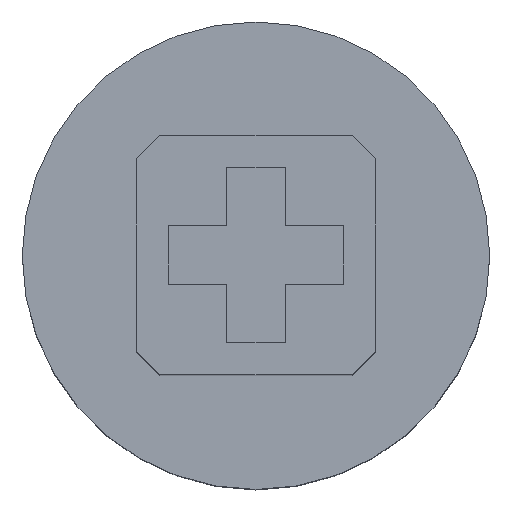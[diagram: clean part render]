
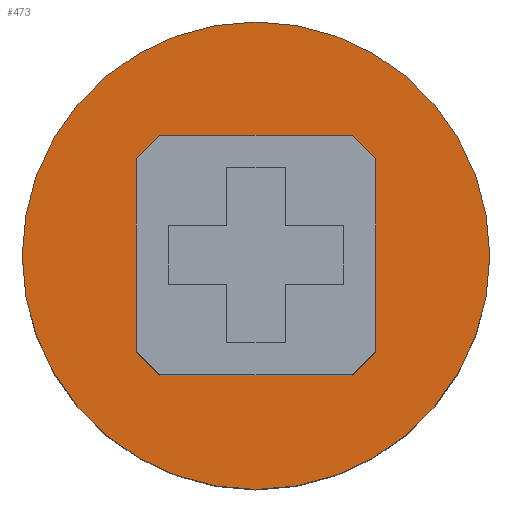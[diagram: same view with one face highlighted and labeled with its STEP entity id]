
A CAD part, top view. The second image highlights one B-rep face of the part: STEP entity #473.
In plain terms, the highlighted planar face has unit normal (0, 0, 1).
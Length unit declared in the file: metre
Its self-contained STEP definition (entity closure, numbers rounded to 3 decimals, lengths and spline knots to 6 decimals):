
#12=CIRCLE('',#513,0.004);
#72=ORIENTED_EDGE('',*,*,#181,.F.);
#73=ORIENTED_EDGE('',*,*,#179,.F.);
#74=ORIENTED_EDGE('',*,*,#177,.F.);
#75=ORIENTED_EDGE('',*,*,#175,.T.);
#76=ORIENTED_EDGE('',*,*,#173,.F.);
#77=ORIENTED_EDGE('',*,*,#153,.T.);
#78=ORIENTED_EDGE('',*,*,#147,.F.);
#79=ORIENTED_EDGE('',*,*,#151,.F.);
#80=ORIENTED_EDGE('',*,*,#182,.F.);
#147=EDGE_CURVE('',#210,#212,#255,.T.);
#151=EDGE_CURVE('',#214,#210,#259,.T.);
#153=EDGE_CURVE('',#216,#212,#261,.T.);
#173=EDGE_CURVE('',#216,#234,#281,.T.);
#175=EDGE_CURVE('',#235,#234,#283,.T.);
#177=EDGE_CURVE('',#235,#236,#285,.T.);
#179=EDGE_CURVE('',#236,#237,#287,.T.);
#181=EDGE_CURVE('',#237,#214,#289,.T.);
#182=EDGE_CURVE('',#238,#238,#12,.T.);
#210=VERTEX_POINT('',#661);
#212=VERTEX_POINT('',#664);
#214=VERTEX_POINT('',#670);
#216=VERTEX_POINT('',#676);
#234=VERTEX_POINT('',#716);
#235=VERTEX_POINT('',#720);
#236=VERTEX_POINT('',#724);
#237=VERTEX_POINT('',#728);
#238=VERTEX_POINT('',#734);
#255=LINE('',#663,#315);
#259=LINE('',#672,#319);
#261=LINE('',#675,#321);
#281=LINE('',#715,#341);
#283=LINE('',#719,#343);
#285=LINE('',#723,#345);
#287=LINE('',#727,#347);
#289=LINE('',#731,#349);
#315=VECTOR('',#539,1.);
#319=VECTOR('',#545,1.);
#321=VECTOR('',#549,1.);
#341=VECTOR('',#573,1.);
#343=VECTOR('',#577,1.);
#345=VECTOR('',#581,1.);
#347=VECTOR('',#585,1.);
#349=VECTOR('',#589,1.);
#386=EDGE_LOOP('',(#72,#73,#74,#75,#76,#77,#78,#79));
#387=EDGE_LOOP('',(#80));
#418=FACE_BOUND('',#386,.T.);
#419=FACE_BOUND('',#387,.T.);
#447=PLANE('',#515);
#473=ADVANCED_FACE('',(#418,#419),#447,.F.);
#513=AXIS2_PLACEMENT_3D('',#733,#592,#593);
#515=AXIS2_PLACEMENT_3D('',#737,#596,#597);
#539=DIRECTION('',(-0.707,0.707,0.));
#545=DIRECTION('',(0.,1.,0.));
#549=DIRECTION('',(1.,0.,0.));
#573=DIRECTION('',(-0.707,-0.707,0.));
#577=DIRECTION('',(0.,1.,0.));
#581=DIRECTION('',(0.707,-0.707,0.));
#585=DIRECTION('',(1.,0.,0.));
#589=DIRECTION('',(0.707,0.707,0.));
#592=DIRECTION('',(0.,0.,-1.));
#593=DIRECTION('',(-1.,0.,0.));
#596=DIRECTION('',(0.,0.,-1.));
#597=DIRECTION('',(1.,0.,0.));
#661=CARTESIAN_POINT('',(0.10327,-0.07715,0.0121));
#663=CARTESIAN_POINT('',(0.10327,-0.07715,0.0121));
#664=CARTESIAN_POINT('',(0.10287,-0.07675,0.0121));
#670=CARTESIAN_POINT('',(0.10327,-0.08045,0.0121));
#672=CARTESIAN_POINT('',(0.10327,-0.0788,0.0121));
#675=CARTESIAN_POINT('',(0.10122,-0.07675,0.0121));
#676=CARTESIAN_POINT('',(0.09957,-0.07675,0.0121));
#715=CARTESIAN_POINT('',(0.09957,-0.07675,0.0121));
#716=CARTESIAN_POINT('',(0.09917,-0.07715,0.0121));
#719=CARTESIAN_POINT('',(0.09917,-0.0788,0.0121));
#720=CARTESIAN_POINT('',(0.09917,-0.08045,0.0121));
#723=CARTESIAN_POINT('',(0.09917,-0.08045,0.0121));
#724=CARTESIAN_POINT('',(0.09957,-0.08085,0.0121));
#727=CARTESIAN_POINT('',(0.10122,-0.08085,0.0121));
#728=CARTESIAN_POINT('',(0.10287,-0.08085,0.0121));
#731=CARTESIAN_POINT('',(0.10287,-0.08085,0.0121));
#733=CARTESIAN_POINT('',(0.10122,-0.0788,0.0121));
#734=CARTESIAN_POINT('',(0.09722,-0.0788,0.0121));
#737=CARTESIAN_POINT('',(0.11337,-0.0788,0.0121));
